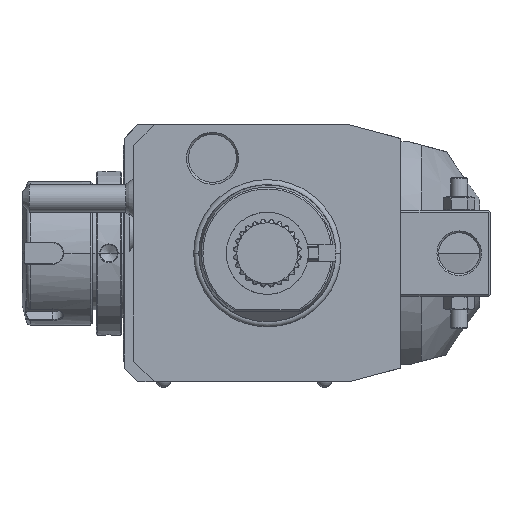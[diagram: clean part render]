
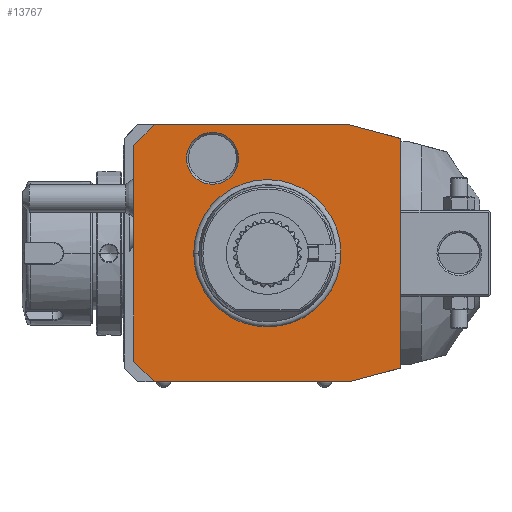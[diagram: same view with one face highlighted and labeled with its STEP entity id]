
A CAD part, front view. The second image highlights one B-rep face of the part: STEP entity #13767.
In plain terms, the highlighted planar face has unit normal (0, -1, 0).
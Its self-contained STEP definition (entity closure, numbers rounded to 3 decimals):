
#1=DIRECTION('',(-0.966,0.,0.259));
#2=VECTOR('',#1,15.529);
#3=CARTESIAN_POINT('',(39.,0.,33.481));
#4=LINE('',#3,#2);
#5=DIRECTION('',(0.,0.,1.));
#6=VECTOR('',#5,66.962);
#7=CARTESIAN_POINT('',(39.,0.,-33.481));
#8=LINE('',#7,#6);
#9=DIRECTION('',(0.966,0.,0.259));
#10=VECTOR('',#9,15.529);
#11=CARTESIAN_POINT('',(24.,0.,-37.5));
#12=LINE('',#11,#10);
#13=DIRECTION('',(1.,0.,0.));
#14=VECTOR('',#13,57.);
#15=CARTESIAN_POINT('',(-33.,0.,-37.5));
#16=LINE('',#15,#14);
#17=DIRECTION('',(0.707,0.,-0.707));
#18=VECTOR('',#17,8.485);
#19=CARTESIAN_POINT('',(-39.,0.,-31.5));
#20=LINE('',#19,#18);
#21=DIRECTION('',(0.,0.,-1.));
#22=VECTOR('',#21,63.);
#23=CARTESIAN_POINT('',(-39.,0.,31.5));
#24=LINE('',#23,#22);
#25=DIRECTION('',(-0.707,0.,-0.707));
#26=VECTOR('',#25,8.485);
#27=CARTESIAN_POINT('',(-33.,0.,37.5));
#28=LINE('',#27,#26);
#29=DIRECTION('',(-1.,0.,0.));
#30=VECTOR('',#29,57.);
#31=CARTESIAN_POINT('',(24.,0.,37.5));
#32=LINE('',#31,#30);
#33=CARTESIAN_POINT('',(-16.,0.,27.713));
#34=DIRECTION('',(0.,1.,0.));
#35=DIRECTION('',(1.,0.,0.));
#36=AXIS2_PLACEMENT_3D('',#33,#34,#35);
#38=CARTESIAN_POINT('',(-16.,0.,27.713));
#39=DIRECTION('',(0.,1.,0.));
#40=DIRECTION('',(-1.,0.,0.));
#41=AXIS2_PLACEMENT_3D('',#38,#39,#40);
#7473=CARTESIAN_POINT('',(0.,0.,0.));
#7474=DIRECTION('',(0.,1.,0.));
#7475=DIRECTION('',(-1.,0.,0.));
#7476=AXIS2_PLACEMENT_3D('',#7473,#7474,#7475);
#7478=CARTESIAN_POINT('',(0.,0.,0.));
#7479=DIRECTION('',(0.,1.,0.));
#7480=DIRECTION('',(1.,0.,0.));
#7481=AXIS2_PLACEMENT_3D('',#7478,#7479,#7480);
#12388=CARTESIAN_POINT('',(-8.423,0.,27.713));
#12389=CARTESIAN_POINT('',(-23.577,0.,27.713));
#12390=VERTEX_POINT('',#12388);
#12391=VERTEX_POINT('',#12389);
#13348=CARTESIAN_POINT('',(39.,0.,33.481));
#13349=CARTESIAN_POINT('',(24.,0.,37.5));
#13350=VERTEX_POINT('',#13348);
#13351=VERTEX_POINT('',#13349);
#13352=CARTESIAN_POINT('',(-33.,0.,37.5));
#13353=VERTEX_POINT('',#13352);
#13354=CARTESIAN_POINT('',(-39.,0.,31.5));
#13355=VERTEX_POINT('',#13354);
#13356=CARTESIAN_POINT('',(-39.,0.,-31.5));
#13357=VERTEX_POINT('',#13356);
#13358=CARTESIAN_POINT('',(-33.,0.,-37.5));
#13359=VERTEX_POINT('',#13358);
#13360=CARTESIAN_POINT('',(24.,0.,-37.5));
#13361=VERTEX_POINT('',#13360);
#13362=CARTESIAN_POINT('',(39.,0.,-33.481));
#13363=VERTEX_POINT('',#13362);
#13622=CARTESIAN_POINT('',(-21.137,0.,0.));
#13623=CARTESIAN_POINT('',(21.137,0.,0.));
#13624=VERTEX_POINT('',#13622);
#13625=VERTEX_POINT('',#13623);
#13732=CARTESIAN_POINT('',(0.,0.,0.));
#13733=DIRECTION('',(0.,-1.,0.));
#13734=DIRECTION('',(-1.,0.,0.));
#13735=AXIS2_PLACEMENT_3D('',#13732,#13733,#13734);
#13736=PLANE('',#13735);
#13738=ORIENTED_EDGE('',*,*,#13737,.F.);
#13740=ORIENTED_EDGE('',*,*,#13739,.F.);
#13742=ORIENTED_EDGE('',*,*,#13741,.F.);
#13744=ORIENTED_EDGE('',*,*,#13743,.F.);
#13746=ORIENTED_EDGE('',*,*,#13745,.F.);
#13748=ORIENTED_EDGE('',*,*,#13747,.F.);
#13750=ORIENTED_EDGE('',*,*,#13749,.F.);
#13752=ORIENTED_EDGE('',*,*,#13751,.F.);
#13753=EDGE_LOOP('',(#13738,#13740,#13742,#13744,#13746,#13748,#13750,#13752));
#13754=FACE_OUTER_BOUND('',#13753,.F.);
#13756=ORIENTED_EDGE('',*,*,#13755,.F.);
#13758=ORIENTED_EDGE('',*,*,#13757,.F.);
#13759=EDGE_LOOP('',(#13756,#13758));
#13760=FACE_BOUND('',#13759,.F.);
#13762=ORIENTED_EDGE('',*,*,#13761,.F.);
#13764=ORIENTED_EDGE('',*,*,#13763,.F.);
#13765=EDGE_LOOP('',(#13762,#13764));
#13766=FACE_BOUND('',#13765,.F.);
#37=CIRCLE('',#36,7.577);
#42=CIRCLE('',#41,7.577);
#7477=CIRCLE('',#7476,21.137);
#7482=CIRCLE('',#7481,21.137);
#13737=EDGE_CURVE('',#13350,#13351,#4,.T.);
#13739=EDGE_CURVE('',#13363,#13350,#8,.T.);
#13741=EDGE_CURVE('',#13361,#13363,#12,.T.);
#13743=EDGE_CURVE('',#13359,#13361,#16,.T.);
#13745=EDGE_CURVE('',#13357,#13359,#20,.T.);
#13747=EDGE_CURVE('',#13355,#13357,#24,.T.);
#13749=EDGE_CURVE('',#13353,#13355,#28,.T.);
#13751=EDGE_CURVE('',#13351,#13353,#32,.T.);
#13755=EDGE_CURVE('',#13624,#13625,#7477,.T.);
#13757=EDGE_CURVE('',#13625,#13624,#7482,.T.);
#13761=EDGE_CURVE('',#12390,#12391,#37,.T.);
#13763=EDGE_CURVE('',#12391,#12390,#42,.T.);
#13767=ADVANCED_FACE('',(#13754,#13760,#13766),#13736,.T.);
